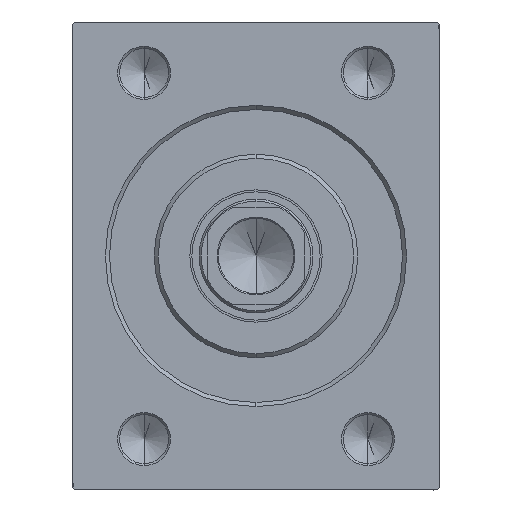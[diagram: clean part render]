
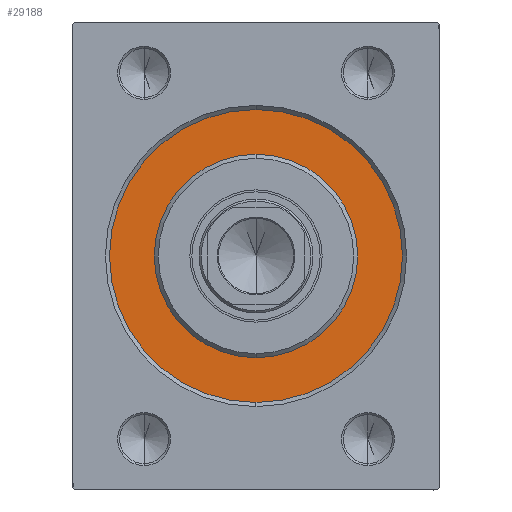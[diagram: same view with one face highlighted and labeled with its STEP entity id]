
A CAD part, left-side view. The second image highlights one B-rep face of the part: STEP entity #29188.
In plain terms, the highlighted face is planar.
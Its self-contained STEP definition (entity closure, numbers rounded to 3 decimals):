
#23 = FACE_BOUND ( 'NONE', #1576, .T. ) ;
#804 = ORIENTED_EDGE ( 'NONE', *, *, #42784, .F. ) ;
#1576 = EDGE_LOOP ( 'NONE', ( #804, #24746 ) ) ;
#2804 = CIRCLE ( 'NONE', #34929, 36. ) ;
#3148 = DIRECTION ( 'NONE',  ( 0., 0., 1. ) ) ;
#3880 = CARTESIAN_POINT ( 'NONE',  ( 0., 0., -25. ) ) ;
#4179 = DIRECTION ( 'NONE',  ( 1., 0., 0. ) ) ;
#5985 = DIRECTION ( 'NONE',  ( -1., 0., 0. ) ) ;
#6200 = CARTESIAN_POINT ( 'NONE',  ( 0., 0., 0. ) ) ;
#6276 = VERTEX_POINT ( 'NONE', #3880 ) ;
#7822 = AXIS2_PLACEMENT_3D ( 'NONE', #13006, #33981, #3148 ) ;
#8211 = EDGE_CURVE ( 'NONE', #32781, #43240, #35107, .T. ) ;
#12242 = ORIENTED_EDGE ( 'NONE', *, *, #24006, .F. ) ;
#13006 = CARTESIAN_POINT ( 'NONE',  ( 0., 0., 0. ) ) ;
#13046 = CIRCLE ( 'NONE', #35886, 25. ) ;
#15898 = CARTESIAN_POINT ( 'NONE',  ( 0., 0., 0. ) ) ;
#16335 = DIRECTION ( 'NONE',  ( 0., 0., -1. ) ) ;
#18065 = VERTEX_POINT ( 'NONE', #39538 ) ;
#20580 = FACE_OUTER_BOUND ( 'NONE', #41609, .T. ) ;
#22266 = AXIS2_PLACEMENT_3D ( 'NONE', #6200, #5985, #26748 ) ;
#22608 = DIRECTION ( 'NONE',  ( 0., 0., 1. ) ) ;
#23190 = CIRCLE ( 'NONE', #41778, 25. ) ;
#23197 = CARTESIAN_POINT ( 'NONE',  ( 0., 0., -36. ) ) ;
#24006 = EDGE_CURVE ( 'NONE', #43240, #32781, #2804, .T. ) ;
#24297 = ORIENTED_EDGE ( 'NONE', *, *, #8211, .F. ) ;
#24746 = ORIENTED_EDGE ( 'NONE', *, *, #38997, .F. ) ;
#26389 = CARTESIAN_POINT ( 'NONE',  ( 0., 0., 0. ) ) ;
#26748 = DIRECTION ( 'NONE',  ( 0., 0., 1. ) ) ;
#27411 = CARTESIAN_POINT ( 'NONE',  ( 0., 0., 0. ) ) ;
#29188 = ADVANCED_FACE ( 'NONE', ( #23, #20580 ), #30619, .F. ) ;
#30619 = PLANE ( 'NONE',  #7822 ) ;
#31202 = DIRECTION ( 'NONE',  ( 0., 0., -1. ) ) ;
#32781 = VERTEX_POINT ( 'NONE', #41616 ) ;
#33981 = DIRECTION ( 'NONE',  ( -1., 0., 0. ) ) ;
#34929 = AXIS2_PLACEMENT_3D ( 'NONE', #15898, #43148, #22608 ) ;
#35107 = CIRCLE ( 'NONE', #22266, 36. ) ;
#35886 = AXIS2_PLACEMENT_3D ( 'NONE', #27411, #4179, #31202 ) ;
#38997 = EDGE_CURVE ( 'NONE', #6276, #18065, #13046, .T. ) ;
#39538 = CARTESIAN_POINT ( 'NONE',  ( 0., 0., 25. ) ) ;
#41609 = EDGE_LOOP ( 'NONE', ( #12242, #24297 ) ) ;
#41616 = CARTESIAN_POINT ( 'NONE',  ( 0., 0., 36. ) ) ;
#41778 = AXIS2_PLACEMENT_3D ( 'NONE', #26389, #44027, #16335 ) ;
#42784 = EDGE_CURVE ( 'NONE', #18065, #6276, #23190, .T. ) ;
#43148 = DIRECTION ( 'NONE',  ( -1., 0., 0. ) ) ;
#43240 = VERTEX_POINT ( 'NONE', #23197 ) ;
#44027 = DIRECTION ( 'NONE',  ( 1., 0., 0. ) ) ;
